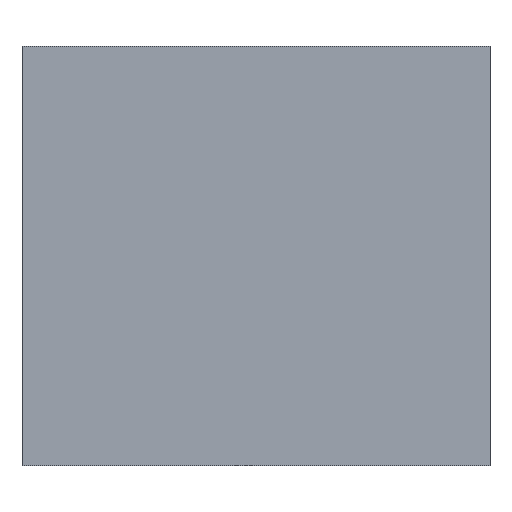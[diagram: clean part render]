
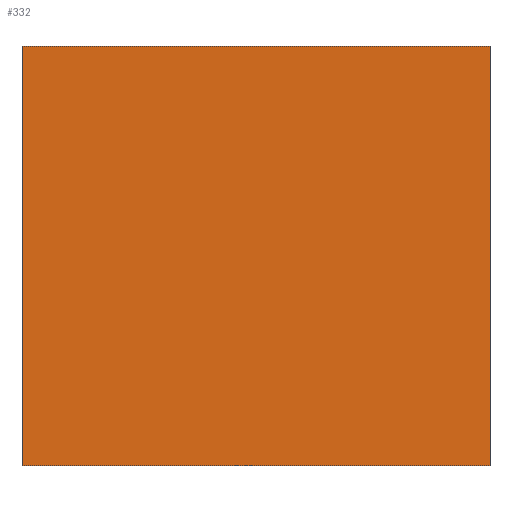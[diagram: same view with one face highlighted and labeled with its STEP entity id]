
A CAD part, front view. The second image highlights one B-rep face of the part: STEP entity #332.
In plain terms, the highlighted planar face has unit normal (0, -1, 0).
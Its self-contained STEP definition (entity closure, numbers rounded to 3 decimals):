
#50=FACE_OUTER_BOUND('',#74,.T.);
#74=EDGE_LOOP('',(#293,#294,#295,#296));
#93=LINE('',#514,#127);
#104=LINE('',#548,#138);
#106=LINE('',#552,#140);
#108=LINE('',#555,#142);
#127=VECTOR('',#411,10.);
#138=VECTOR('',#454,10.);
#140=VECTOR('',#458,10.);
#142=VECTOR('',#462,10.);
#161=VERTEX_POINT('',#511);
#162=VERTEX_POINT('',#513);
#169=VERTEX_POINT('',#547);
#170=VERTEX_POINT('',#551);
#193=EDGE_CURVE('',#162,#161,#93,.T.);
#208=EDGE_CURVE('',#161,#169,#104,.T.);
#210=EDGE_CURVE('',#169,#170,#106,.T.);
#212=EDGE_CURVE('',#170,#162,#108,.T.);
#293=ORIENTED_EDGE('',*,*,#193,.T.);
#294=ORIENTED_EDGE('',*,*,#208,.T.);
#295=ORIENTED_EDGE('',*,*,#210,.T.);
#296=ORIENTED_EDGE('',*,*,#212,.T.);
#312=PLANE('',#374);
#332=ADVANCED_FACE('',(#50),#312,.F.);
#374=AXIS2_PLACEMENT_3D('',#557,#465,#466);
#411=DIRECTION('',(-1.,0.,0.));
#454=DIRECTION('',(0.,0.,-1.));
#458=DIRECTION('',(1.,0.,0.));
#462=DIRECTION('',(0.,0.,1.));
#465=DIRECTION('center_axis',(0.,1.,0.));
#466=DIRECTION('ref_axis',(1.,0.,0.));
#511=CARTESIAN_POINT('',(-5.332,0.,56.956));
#513=CARTESIAN_POINT('',(61.618,0.,56.956));
#514=CARTESIAN_POINT('',(61.618,0.,56.956));
#547=CARTESIAN_POINT('',(-5.332,0.,-3.014));
#548=CARTESIAN_POINT('',(-5.332,0.,56.956));
#551=CARTESIAN_POINT('',(61.618,0.,-3.014));
#552=CARTESIAN_POINT('',(-5.332,0.,-3.014));
#555=CARTESIAN_POINT('',(61.618,0.,-3.014));
#557=CARTESIAN_POINT('Origin',(28.143,0.,26.971));
